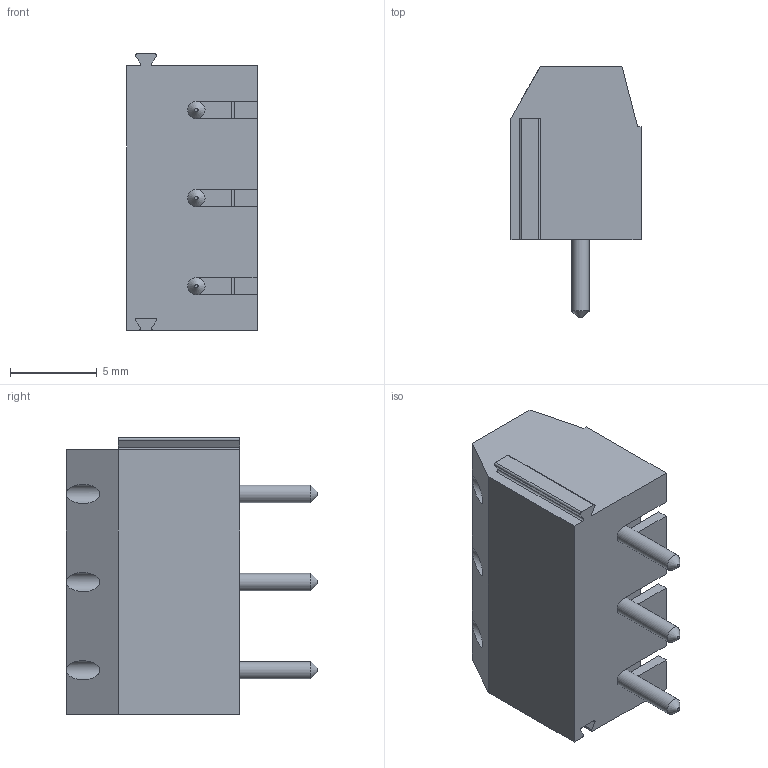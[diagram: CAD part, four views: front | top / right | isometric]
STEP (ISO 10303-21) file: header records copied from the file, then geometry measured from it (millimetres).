
FILE_DESCRIPTION((''),'2;1');
FILE_NAME('PTR_AKZ500_3DS_508_V.stp','2012-12-06T15:39:42',('svogel'),(''),'Autodesk Inventor 2011','Autodesk Inventor 2011','');
FILE_SCHEMA(('AUTOMOTIVE_DESIGN { 1 0 10303 214 1 1 1 1 }'));
Length unit declared in the file: millimetre
Products named in the file (1): PTR_AKZ500_3DS_508_V
Bounding box: 7.5 x 14.5 x 15.94 mm (x, y, z)
Volume: 886.3 mm3; surface area: 1065.7 mm2
Topology: 1 solids, 1 shells, 121 faces, 330 edges, 211 vertices
Faces by surface type: plane 80, cylinder 26, torus 9, cone 6
Full cylindrical faces by diameter (mm): 1 x3, 1.1 x3, 3.6 x3
Entity records: 3664 total; most frequent: CARTESIAN_POINT 747, DIRECTION 593, ORIENTED_EDGE 588, EDGE_CURVE 294, AXIS2_PLACEMENT_3D 201, VERTEX_POINT 199, VECTOR 191, LINE 191
